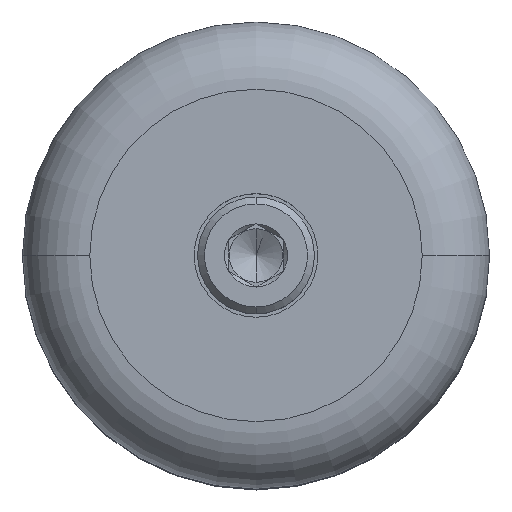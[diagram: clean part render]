
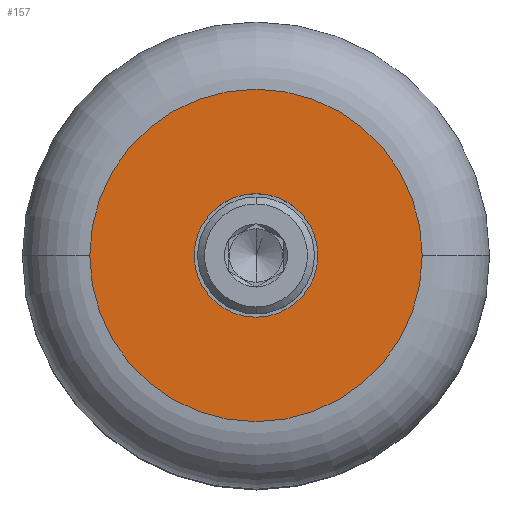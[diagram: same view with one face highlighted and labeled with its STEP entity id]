
A CAD part, top view. The second image highlights one B-rep face of the part: STEP entity #157.
In plain terms, the highlighted planar face has unit normal (0, 0, 1).
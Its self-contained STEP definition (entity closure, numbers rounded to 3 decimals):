
#157=ADVANCED_FACE('',(#369,#370),#371,.T.);
#369=FACE_BOUND('',#656,.T.);
#370=FACE_OUTER_BOUND('',#657,.T.);
#371=PLANE('',#658);
#656=EDGE_LOOP('',(#1009,#1010));
#657=EDGE_LOOP('',(#1011,#1012));
#658=AXIS2_PLACEMENT_3D('',#1013,#1014,#1015);
#1009=ORIENTED_EDGE('',*,*,#1659,.T.);
#1010=ORIENTED_EDGE('',*,*,#1660,.T.);
#1011=ORIENTED_EDGE('',*,*,#1651,.F.);
#1012=ORIENTED_EDGE('',*,*,#1642,.F.);
#1013=CARTESIAN_POINT('',(0.0,0.0,67.9));
#1014=DIRECTION('',(0.0,0.0,1.0));
#1015=DIRECTION('',(1.0,0.0,0.0));
#1642=EDGE_CURVE('',#1953,#1955,#1956,.T.);
#1651=EDGE_CURVE('',#1955,#1953,#1969,.T.);
#1659=EDGE_CURVE('',#1981,#1982,#1983,.T.);
#1660=EDGE_CURVE('',#1982,#1981,#1984,.T.);
#1953=VERTEX_POINT('',#2379);
#1955=VERTEX_POINT('',#2381);
#1956=CIRCLE('',#2382,12.1);
#1969=CIRCLE('',#2397,12.1);
#1981=VERTEX_POINT('',#2409);
#1982=VERTEX_POINT('',#2410);
#1983=CIRCLE('',#2411,4.5);
#1984=CIRCLE('',#2412,4.5);
#2379=CARTESIAN_POINT('',(-12.1,0.,67.9));
#2381=CARTESIAN_POINT('',(12.1,0.0,67.9));
#2382=AXIS2_PLACEMENT_3D('',#2828,#2829,#2830);
#2397=AXIS2_PLACEMENT_3D('',#2845,#2846,#2847);
#2409=CARTESIAN_POINT('',(4.5,0.0,67.9));
#2410=CARTESIAN_POINT('',(-4.5,0.,67.9));
#2411=AXIS2_PLACEMENT_3D('',#2860,#2861,#2862);
#2412=AXIS2_PLACEMENT_3D('',#2863,#2864,#2865);
#2828=CARTESIAN_POINT('',(0.0,0.0,67.9));
#2829=DIRECTION('',(-0.0,0.0,-1.0));
#2830=DIRECTION('',(-1.0,0.,0.0));
#2845=CARTESIAN_POINT('',(0.0,0.0,67.9));
#2846=DIRECTION('',(-0.0,0.0,-1.0));
#2847=DIRECTION('',(-1.0,0.,0.0));
#2860=CARTESIAN_POINT('',(0.0,0.0,67.9));
#2861=DIRECTION('',(0.0,0.0,-1.0));
#2862=DIRECTION('',(1.0,0.0,0.0));
#2863=CARTESIAN_POINT('',(0.0,0.0,67.9));
#2864=DIRECTION('',(0.0,0.0,-1.0));
#2865=DIRECTION('',(1.0,0.0,0.0));
